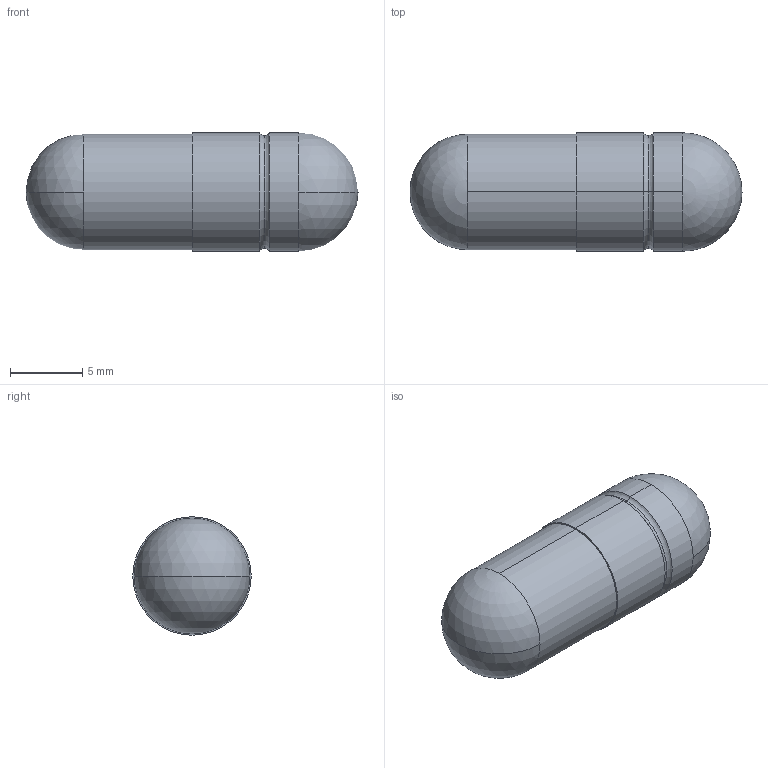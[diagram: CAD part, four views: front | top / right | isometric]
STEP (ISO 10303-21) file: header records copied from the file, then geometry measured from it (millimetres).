
FILE_DESCRIPTION (( 'STEP AP214' ), '1' );
FILE_NAME ('R280465000.STEP', '2025-11-25T06:57:17', ( '' ), ( '' ), 'SwSTEP 2.0', 'SolidWorks 2025', '' );
FILE_SCHEMA (( 'AUTOMOTIVE_DESIGN' ));
Length unit declared in the file: millimetre
Products named in the file (3): 24031200A_Défaut; R280465000; 25466180
Assembly tree (2 placements, depth 2):
  R280465000
    25466180
    24031200A_Défaut
Bounding box: 23 x 8.2 x 8.2 mm (x, y, z)
Volume: 78 mm3; surface area: 1164.1 mm2
Topology: 2 solids, 3 shells, 40 faces, 86 edges, 50 vertices
Faces by surface type: cylinder 16, torus 8, sphere 8, plane 6, cone 2
Entity records: 1152 total; most frequent: DIRECTION 232, CARTESIAN_POINT 175, ORIENTED_EDGE 160, AXIS2_PLACEMENT_3D 107, EDGE_CURVE 80, CIRCLE 62, VERTEX_POINT 50, EDGE_LOOP 44
